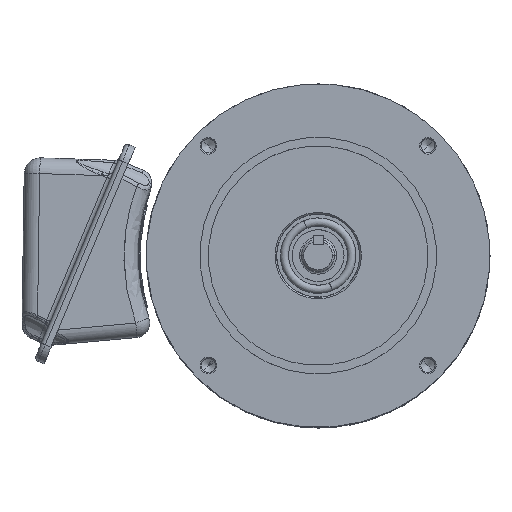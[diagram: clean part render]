
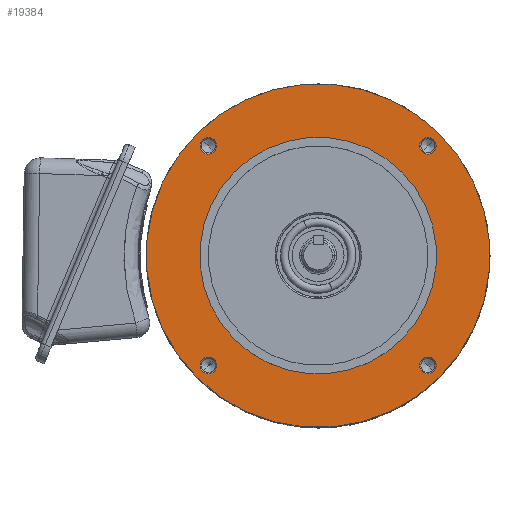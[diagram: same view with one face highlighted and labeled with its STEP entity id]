
A CAD part, top view. The second image highlights one B-rep face of the part: STEP entity #19384.
In plain terms, the highlighted planar face has unit normal (0, 0, 1).
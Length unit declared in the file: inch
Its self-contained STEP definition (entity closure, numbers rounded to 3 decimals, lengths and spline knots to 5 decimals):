
#177 = ORIENTED_EDGE ( 'NONE', *, *, #5461, .F. ) ;
#365 = EDGE_LOOP ( 'NONE', ( #24658, #177 ) ) ;
#514 = DIRECTION ( 'NONE',  ( 0., 0., 1. ) ) ;
#526 = EDGE_CURVE ( 'NONE', #27414, #10846, #12607, .T. ) ;
#564 = CARTESIAN_POINT ( 'NONE',  ( 2.31062, 2.31062, 6.98819 ) ) ;
#884 = CARTESIAN_POINT ( 'NONE',  ( -2.08791, -2.08791, 6.98819 ) ) ;
#1110 = CIRCLE ( 'NONE', #24165, 3.26772 ) ;
#1121 = DIRECTION ( 'NONE',  ( -0.707, 0.707, 0. ) ) ;
#1507 = EDGE_LOOP ( 'NONE', ( #3472, #23718 ) ) ;
#2103 = DIRECTION ( 'NONE',  ( 0.707, 0.707, 0. ) ) ;
#2320 = CARTESIAN_POINT ( 'NONE',  ( 2.08791, 2.08791, 6.98819 ) ) ;
#2764 = CARTESIAN_POINT ( 'NONE',  ( -2.19927, 2.19927, 6.98819 ) ) ;
#2875 = AXIS2_PLACEMENT_3D ( 'NONE', #884, #21233, #26544 ) ;
#2975 = ORIENTED_EDGE ( 'NONE', *, *, #22190, .F. ) ;
#3022 = CARTESIAN_POINT ( 'NONE',  ( 2.19927, -2.19927, 6.98819 ) ) ;
#3472 = ORIENTED_EDGE ( 'NONE', *, *, #8680, .F. ) ;
#3781 = DIRECTION ( 'NONE',  ( 0.707, 0.707, 0. ) ) ;
#3824 = VERTEX_POINT ( 'NONE', #564 ) ;
#3952 = AXIS2_PLACEMENT_3D ( 'NONE', #25440, #5117, #20367 ) ;
#4047 = VERTEX_POINT ( 'NONE', #24233 ) ;
#4205 = EDGE_CURVE ( 'NONE', #32818, #3824, #9287, .T. ) ;
#5006 = VERTEX_POINT ( 'NONE', #3022 ) ;
#5117 = DIRECTION ( 'NONE',  ( 0., 0., 1. ) ) ;
#5168 = VERTEX_POINT ( 'NONE', #15693 ) ;
#5461 = EDGE_CURVE ( 'NONE', #10846, #27414, #8450, .T. ) ;
#5654 = CIRCLE ( 'NONE', #30408, 0.15748 ) ;
#5941 = AXIS2_PLACEMENT_3D ( 'NONE', #23929, #26471, #11324 ) ;
#5994 = DIRECTION ( 'NONE',  ( -0.707, 0.707, 0. ) ) ;
#6121 = CARTESIAN_POINT ( 'NONE',  ( 2.19927, 2.19927, 6.98819 ) ) ;
#6124 = CARTESIAN_POINT ( 'NONE',  ( -2.08791, 2.08791, 6.98819 ) ) ;
#6451 = ORIENTED_EDGE ( 'NONE', *, *, #31561, .F. ) ;
#7195 = AXIS2_PLACEMENT_3D ( 'NONE', #29091, #514, #28904 ) ;
#8304 = AXIS2_PLACEMENT_3D ( 'NONE', #6124, #23791, #11404 ) ;
#8450 = CIRCLE ( 'NONE', #5941, 2.25 ) ;
#8680 = EDGE_CURVE ( 'NONE', #19258, #5168, #25764, .T. ) ;
#9287 = CIRCLE ( 'NONE', #15049, 3.26772 ) ;
#10846 = VERTEX_POINT ( 'NONE', #28785 ) ;
#10858 = AXIS2_PLACEMENT_3D ( 'NONE', #2320, #11933, #2103 ) ;
#11324 = DIRECTION ( 'NONE',  ( 0.707, 0.707, 0. ) ) ;
#11404 = DIRECTION ( 'NONE',  ( -0.707, 0.707, 0. ) ) ;
#11818 = DIRECTION ( 'NONE',  ( 0., 0., -1. ) ) ;
#11933 = DIRECTION ( 'NONE',  ( 0., 0., 1. ) ) ;
#11985 = CIRCLE ( 'NONE', #2875, 0.15748 ) ;
#12409 = CARTESIAN_POINT ( 'NONE',  ( 0., 0., 6.98819 ) ) ;
#12601 = VERTEX_POINT ( 'NONE', #23977 ) ;
#12607 = CIRCLE ( 'NONE', #3952, 2.25 ) ;
#12809 = DIRECTION ( 'NONE',  ( -0.707, 0.707, 0. ) ) ;
#12949 = AXIS2_PLACEMENT_3D ( 'NONE', #32061, #16907, #5994 ) ;
#13161 = FACE_BOUND ( 'NONE', #25412, .T. ) ;
#13676 = CIRCLE ( 'NONE', #26120, 0.15748 ) ;
#14088 = DIRECTION ( 'NONE',  ( 0., 0., 1. ) ) ;
#14922 = CIRCLE ( 'NONE', #20180, 0.15748 ) ;
#14923 = CARTESIAN_POINT ( 'NONE',  ( 1.59099, 1.59099, 6.98819 ) ) ;
#15045 = CARTESIAN_POINT ( 'NONE',  ( 2.08791, 2.08791, 6.98819 ) ) ;
#15049 = AXIS2_PLACEMENT_3D ( 'NONE', #19006, #11818, #3781 ) ;
#15073 = DIRECTION ( 'NONE',  ( 0.707, 0.707, 0. ) ) ;
#15589 = VERTEX_POINT ( 'NONE', #18931 ) ;
#15693 = CARTESIAN_POINT ( 'NONE',  ( -1.97656, 1.97656, 6.98819 ) ) ;
#15898 = EDGE_CURVE ( 'NONE', #4047, #5006, #32256, .T. ) ;
#15920 = FACE_BOUND ( 'NONE', #365, .T. ) ;
#15975 = ORIENTED_EDGE ( 'NONE', *, *, #25920, .F. ) ;
#16004 = PLANE ( 'NONE',  #21882 ) ;
#16907 = DIRECTION ( 'NONE',  ( 0., 0., 1. ) ) ;
#17603 = ORIENTED_EDGE ( 'NONE', *, *, #31666, .F. ) ;
#18183 = ORIENTED_EDGE ( 'NONE', *, *, #15898, .F. ) ;
#18663 = FACE_BOUND ( 'NONE', #23099, .T. ) ;
#18931 = CARTESIAN_POINT ( 'NONE',  ( -1.97656, -2.19927, 6.98819 ) ) ;
#19006 = CARTESIAN_POINT ( 'NONE',  ( 0., 0., 6.98819 ) ) ;
#19258 = VERTEX_POINT ( 'NONE', #2764 ) ;
#19359 = ORIENTED_EDGE ( 'NONE', *, *, #24058, .F. ) ;
#19384 = ADVANCED_FACE ( 'NONE', ( #13161, #22637, #18663, #20674, #15920, #27787 ), #16004, .F. ) ;
#19924 = EDGE_LOOP ( 'NONE', ( #18183, #17603 ) ) ;
#20133 = DIRECTION ( 'NONE',  ( 0., 0., 1. ) ) ;
#20180 = AXIS2_PLACEMENT_3D ( 'NONE', #24231, #14088, #1121 ) ;
#20367 = DIRECTION ( 'NONE',  ( 0.707, 0.707, 0. ) ) ;
#20382 = DIRECTION ( 'NONE',  ( 0., 0., -1. ) ) ;
#20674 = FACE_BOUND ( 'NONE', #1507, .T. ) ;
#20910 = VERTEX_POINT ( 'NONE', #6121 ) ;
#21233 = DIRECTION ( 'NONE',  ( 0., 0., 1. ) ) ;
#21882 = AXIS2_PLACEMENT_3D ( 'NONE', #31035, #23192, #23520 ) ;
#22190 = EDGE_CURVE ( 'NONE', #15589, #24129, #11985, .T. ) ;
#22214 = CIRCLE ( 'NONE', #7195, 0.15748 ) ;
#22461 = ORIENTED_EDGE ( 'NONE', *, *, #28552, .F. ) ;
#22543 = CARTESIAN_POINT ( 'NONE',  ( -2.19927, -1.97656, 6.98819 ) ) ;
#22637 = FACE_BOUND ( 'NONE', #19924, .T. ) ;
#22772 = CARTESIAN_POINT ( 'NONE',  ( -2.31062, -2.31062, 6.98819 ) ) ;
#23099 = EDGE_LOOP ( 'NONE', ( #15975, #2975 ) ) ;
#23192 = DIRECTION ( 'NONE',  ( 0., 0., -1. ) ) ;
#23520 = DIRECTION ( 'NONE',  ( -0.707, -0.707, 0. ) ) ;
#23718 = ORIENTED_EDGE ( 'NONE', *, *, #30890, .F. ) ;
#23791 = DIRECTION ( 'NONE',  ( 0., 0., 1. ) ) ;
#23929 = CARTESIAN_POINT ( 'NONE',  ( 0., 0., 6.98819 ) ) ;
#23977 = CARTESIAN_POINT ( 'NONE',  ( 1.97656, 1.97656, 6.98819 ) ) ;
#24058 = EDGE_CURVE ( 'NONE', #20910, #12601, #5654, .T. ) ;
#24129 = VERTEX_POINT ( 'NONE', #22543 ) ;
#24165 = AXIS2_PLACEMENT_3D ( 'NONE', #12409, #20382, #15073 ) ;
#24231 = CARTESIAN_POINT ( 'NONE',  ( -2.08791, 2.08791, 6.98819 ) ) ;
#24233 = CARTESIAN_POINT ( 'NONE',  ( 1.97656, -1.97656, 6.98819 ) ) ;
#24658 = ORIENTED_EDGE ( 'NONE', *, *, #526, .F. ) ;
#25412 = EDGE_LOOP ( 'NONE', ( #19359, #6451 ) ) ;
#25440 = CARTESIAN_POINT ( 'NONE',  ( 0., 0., 6.98819 ) ) ;
#25764 = CIRCLE ( 'NONE', #8304, 0.15748 ) ;
#25920 = EDGE_CURVE ( 'NONE', #24129, #15589, #22214, .T. ) ;
#26120 = AXIS2_PLACEMENT_3D ( 'NONE', #27947, #30374, #12809 ) ;
#26471 = DIRECTION ( 'NONE',  ( 0., 0., 1. ) ) ;
#26544 = DIRECTION ( 'NONE',  ( -0.707, 0.707, 0. ) ) ;
#27079 = EDGE_LOOP ( 'NONE', ( #22461, #31331 ) ) ;
#27113 = CIRCLE ( 'NONE', #10858, 0.15748 ) ;
#27414 = VERTEX_POINT ( 'NONE', #14923 ) ;
#27787 = FACE_OUTER_BOUND ( 'NONE', #27079, .T. ) ;
#27947 = CARTESIAN_POINT ( 'NONE',  ( 2.08791, -2.08791, 6.98819 ) ) ;
#28552 = EDGE_CURVE ( 'NONE', #3824, #32818, #1110, .T. ) ;
#28785 = CARTESIAN_POINT ( 'NONE',  ( -1.59099, -1.59099, 6.98819 ) ) ;
#28904 = DIRECTION ( 'NONE',  ( -0.707, 0.707, 0. ) ) ;
#29091 = CARTESIAN_POINT ( 'NONE',  ( -2.08791, -2.08791, 6.98819 ) ) ;
#30165 = DIRECTION ( 'NONE',  ( 0.707, 0.707, 0. ) ) ;
#30374 = DIRECTION ( 'NONE',  ( 0., 0., 1. ) ) ;
#30408 = AXIS2_PLACEMENT_3D ( 'NONE', #15045, #20133, #30165 ) ;
#30890 = EDGE_CURVE ( 'NONE', #5168, #19258, #14922, .T. ) ;
#31035 = CARTESIAN_POINT ( 'NONE',  ( -2.31062, -2.31062, 6.98819 ) ) ;
#31331 = ORIENTED_EDGE ( 'NONE', *, *, #4205, .F. ) ;
#31561 = EDGE_CURVE ( 'NONE', #12601, #20910, #27113, .T. ) ;
#31666 = EDGE_CURVE ( 'NONE', #5006, #4047, #13676, .T. ) ;
#32061 = CARTESIAN_POINT ( 'NONE',  ( 2.08791, -2.08791, 6.98819 ) ) ;
#32256 = CIRCLE ( 'NONE', #12949, 0.15748 ) ;
#32818 = VERTEX_POINT ( 'NONE', #22772 ) ;
